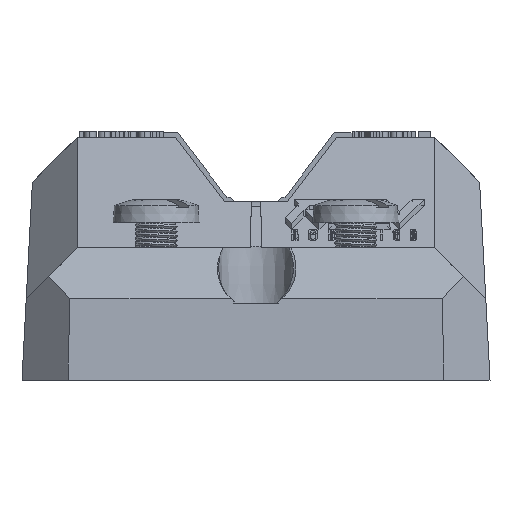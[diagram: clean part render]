
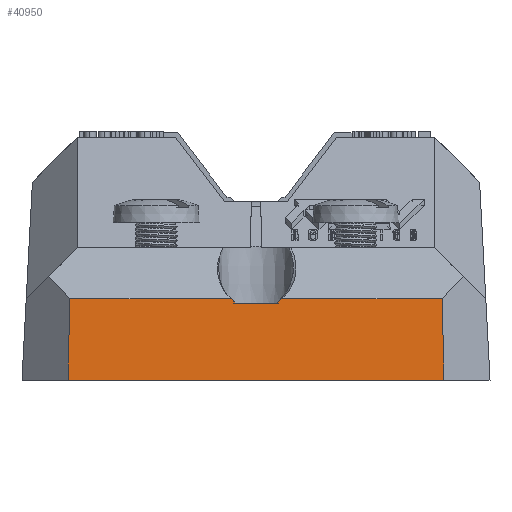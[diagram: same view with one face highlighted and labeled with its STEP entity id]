
A CAD part, front view. The second image highlights one B-rep face of the part: STEP entity #40950.
In plain terms, the highlighted planar face has unit normal (0, -0.999, 0.052).
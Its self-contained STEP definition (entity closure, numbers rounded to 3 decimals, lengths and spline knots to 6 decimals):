
#641=B_SPLINE_CURVE_WITH_KNOTS('',3,(#59301,#59302,#59303,#59304),
 .UNSPECIFIED.,.F.,.F.,(4,4),(0.,1.),.UNSPECIFIED.);
#642=B_SPLINE_CURVE_WITH_KNOTS('',3,(#59316,#59317,#59318,#59319),
 .UNSPECIFIED.,.F.,.F.,(4,4),(0.,1.),.UNSPECIFIED.);
#6151=ORIENTED_EDGE('',*,*,#14360,.F.);
#6152=ORIENTED_EDGE('',*,*,#14361,.T.);
#6153=ORIENTED_EDGE('',*,*,#14362,.T.);
#6154=ORIENTED_EDGE('',*,*,#14363,.T.);
#6155=ORIENTED_EDGE('',*,*,#14364,.F.);
#6156=ORIENTED_EDGE('',*,*,#14365,.T.);
#6157=ORIENTED_EDGE('',*,*,#14366,.T.);
#6158=ORIENTED_EDGE('',*,*,#14367,.F.);
#14360=EDGE_CURVE('',#18793,#18794,#22697,.T.);
#14361=EDGE_CURVE('',#18793,#18795,#641,.T.);
#14362=EDGE_CURVE('',#18795,#18796,#22698,.T.);
#14363=EDGE_CURVE('',#18796,#18797,#22699,.T.);
#14364=EDGE_CURVE('',#18798,#18797,#22700,.T.);
#14365=EDGE_CURVE('',#18798,#18799,#22701,.T.);
#14366=EDGE_CURVE('',#18799,#18800,#22702,.T.);
#14367=EDGE_CURVE('',#18794,#18800,#642,.F.);
#18793=VERTEX_POINT('',#59299);
#18794=VERTEX_POINT('',#59300);
#18795=VERTEX_POINT('',#59305);
#18796=VERTEX_POINT('',#59307);
#18797=VERTEX_POINT('',#59309);
#18798=VERTEX_POINT('',#59311);
#18799=VERTEX_POINT('',#59313);
#18800=VERTEX_POINT('',#59315);
#22697=LINE('',#59298,#26920);
#22698=LINE('',#59306,#26921);
#22699=LINE('',#59308,#26922);
#22700=LINE('',#59310,#26923);
#22701=LINE('',#59312,#26924);
#22702=LINE('',#59314,#26925);
#26920=VECTOR('',#49322,1.);
#26921=VECTOR('',#49323,1.);
#26922=VECTOR('',#49324,1.);
#26923=VECTOR('',#49325,1.);
#26924=VECTOR('',#49326,1.);
#26925=VECTOR('',#49327,1.);
#30329=EDGE_LOOP('',(#6151,#6152,#6153,#6154,#6155,#6156,#6157,#6158));
#32804=FACE_BOUND('',#30329,.T.);
#34807=PLANE('',#43335);
#40950=ADVANCED_FACE('',(#32804),#34807,.T.);
#43335=AXIS2_PLACEMENT_3D('',#59297,#49320,#49321);
#49320=DIRECTION('',(0.,-0.999,0.052));
#49321=DIRECTION('',(1.,0.,0.));
#49322=DIRECTION('',(1.,0.,0.));
#49323=DIRECTION('',(-1.,0.,0.));
#49324=DIRECTION('',(-0.022,-0.052,-0.998));
#49325=DIRECTION('',(-1.,0.,0.));
#49326=DIRECTION('',(-0.022,0.052,0.998));
#49327=DIRECTION('',(-1.,0.,0.));
#59297=CARTESIAN_POINT('',(0.019368,-0.04572,-0.003175));
#59298=CARTESIAN_POINT('',(0.019368,-0.045386,0.0032));
#59299=CARTESIAN_POINT('',(-0.001673,-0.045386,0.0032));
#59300=CARTESIAN_POINT('',(0.00165,-0.045386,0.0032));
#59301=CARTESIAN_POINT('',(-0.001673,-0.045386,0.0032));
#59302=CARTESIAN_POINT('',(-0.001794,-0.04538,0.003306));
#59303=CARTESIAN_POINT('',(-0.001916,-0.045374,0.003424));
#59304=CARTESIAN_POINT('',(-0.002041,-0.045367,0.003553));
#59305=CARTESIAN_POINT('',(-0.002041,-0.045367,0.003553));
#59306=CARTESIAN_POINT('',(0.019368,-0.045367,0.003553));
#59307=CARTESIAN_POINT('',(-0.015411,-0.045367,0.003553));
#59308=CARTESIAN_POINT('',(-0.015555,-0.045714,-0.003058));
#59309=CARTESIAN_POINT('',(-0.015558,-0.04572,-0.003175));
#59310=CARTESIAN_POINT('',(0.019368,-0.04572,-0.003175));
#59311=CARTESIAN_POINT('',(0.015558,-0.04572,-0.003175));
#59312=CARTESIAN_POINT('',(0.015555,-0.045714,-0.003058));
#59313=CARTESIAN_POINT('',(0.015411,-0.045367,0.003553));
#59314=CARTESIAN_POINT('',(0.019368,-0.045367,0.003553));
#59315=CARTESIAN_POINT('',(0.002128,-0.045367,0.003553));
#59316=CARTESIAN_POINT('',(0.002128,-0.045367,0.003553));
#59317=CARTESIAN_POINT('',(0.001954,-0.045375,0.003417));
#59318=CARTESIAN_POINT('',(0.001795,-0.045381,0.0033));
#59319=CARTESIAN_POINT('',(0.00165,-0.045386,0.0032));
